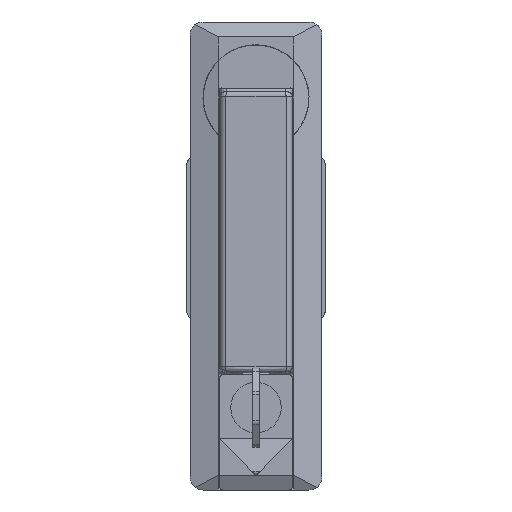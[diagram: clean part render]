
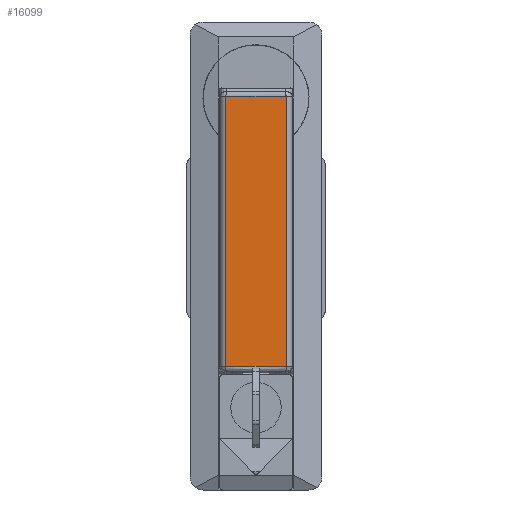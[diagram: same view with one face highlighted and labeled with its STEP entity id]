
A CAD part, front view. The second image highlights one B-rep face of the part: STEP entity #16099.
In plain terms, the highlighted free-form (B-spline) face has degree [1, 2] with [2, 3] control points.
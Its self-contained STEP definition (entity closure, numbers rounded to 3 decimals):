
#14906=CARTESIAN_POINT('',(-5.122,-9.122,-81.422));
#14907=VERTEX_POINT('',#14906);
#14953=CARTESIAN_POINT('',(-5.122,9.122,-81.422));
#14954=VERTEX_POINT('',#14953);
#14976=CARTESIAN_POINT('',(-5.122,9.122,-81.422));
#14977=CARTESIAN_POINT('',(-5.493,3.048,-81.444));
#14978=CARTESIAN_POINT('',(-5.493,-3.048,-81.444));
#14979=CARTESIAN_POINT('',(-5.122,-9.122,-81.422));
#14980=B_SPLINE_CURVE_WITH_KNOTS('',3,(#14976,#14977,#14978,#14979),.UNSPECIFIED.,.F.,.U.,(4,4),(0.,18.255),.UNSPECIFIED.);
#14981=EDGE_CURVE('',#14954,#14907,#14980,.T.);
#15562=CARTESIAN_POINT('',(-5.122,-9.122,0.531));
#15563=VERTEX_POINT('',#15562);
#15637=CARTESIAN_POINT('',(-5.122,9.122,0.531));
#15638=VERTEX_POINT('',#15637);
#15647=CARTESIAN_POINT('',(-5.122,-9.122,0.531));
#15648=CARTESIAN_POINT('',(-5.493,-3.055,0.166));
#15649=CARTESIAN_POINT('',(-5.493,3.055,0.166));
#15650=CARTESIAN_POINT('',(-5.122,9.122,0.531));
#15651=B_SPLINE_CURVE_WITH_KNOTS('',3,(#15647,#15648,#15649,#15650),.UNSPECIFIED.,.F.,.U.,(4,4),(0.,18.265),.UNSPECIFIED.);
#15652=EDGE_CURVE('',#15563,#15638,#15651,.T.);
#15679=CARTESIAN_POINT('',(-5.122,-9.122,-81.422));
#15680=CARTESIAN_POINT('',(-5.122,-9.122,0.531));
#15681=QUASI_UNIFORM_CURVE('',1,(#15679,#15680),.UNSPECIFIED.,.F.,.U.);
#15682=EDGE_CURVE('',#14907,#15563,#15681,.T.);
#15806=CARTESIAN_POINT('',(-5.122,9.122,0.531));
#15807=CARTESIAN_POINT('',(-5.122,9.122,-81.422));
#15808=QUASI_UNIFORM_CURVE('',1,(#15806,#15807),.UNSPECIFIED.,.F.,.U.);
#15809=EDGE_CURVE('',#15638,#14954,#15808,.T.);
#16079=CARTESIAN_POINT('',(-5.064,10.03,2.58));
#16080=CARTESIAN_POINT('',(-5.064,10.03,-83.539));
#16081=CARTESIAN_POINT('',(-5.737,-0.001,2.58));
#16082=CARTESIAN_POINT('',(-5.737,-0.001,-83.539));
#16083=CARTESIAN_POINT('',(-5.064,-10.031,2.58));
#16084=CARTESIAN_POINT('',(-5.064,-10.031,-83.539));
#16092=(BOUNDED_SURFACE()B_SPLINE_SURFACE(1,2,((#16079,#16081,#16083),(#16080,#16082,#16084)),.UNSPECIFIED.,.F.,.F.,.U.)B_SPLINE_SURFACE_WITH_KNOTS((2,2),(3,3),(0.0,86.119),(0.0,20.084),.UNSPECIFIED.)GEOMETRIC_REPRESENTATION_ITEM()RATIONAL_B_SPLINE_SURFACE(((1.,0.997,0.999),(1.,0.997,0.999)))REPRESENTATION_ITEM('')SURFACE());
#16093=ORIENTED_EDGE('',*,*,#15809,.T.);
#16094=ORIENTED_EDGE('',*,*,#14981,.T.);
#16095=ORIENTED_EDGE('',*,*,#15682,.T.);
#16096=ORIENTED_EDGE('',*,*,#15652,.T.);
#16097=EDGE_LOOP('',(#16093,#16094,#16095,#16096));
#16098=FACE_OUTER_BOUND('',#16097,.T.);
#16099=ADVANCED_FACE('',(#16098),#16092,.T.);
